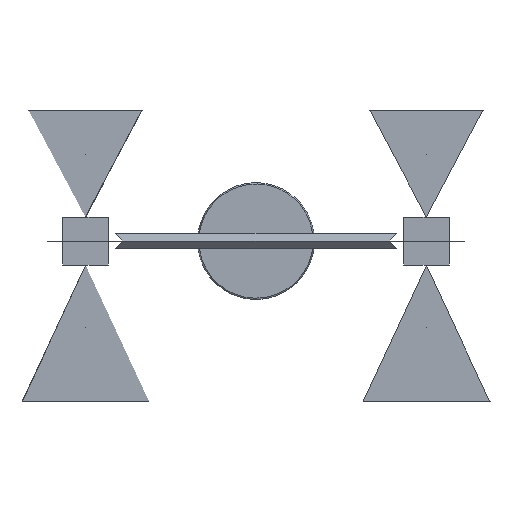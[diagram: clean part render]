
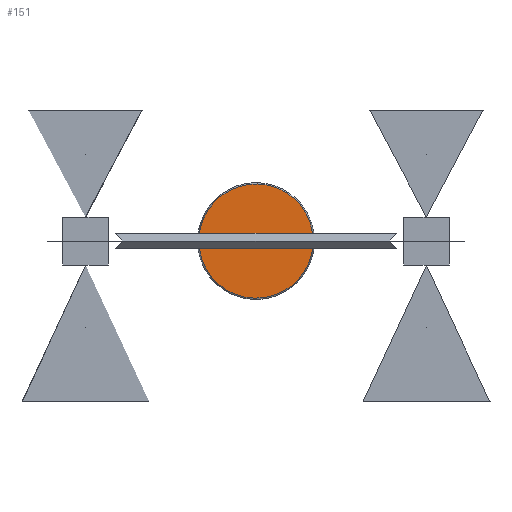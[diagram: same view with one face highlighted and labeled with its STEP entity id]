
A CAD part, front view. The second image highlights one B-rep face of the part: STEP entity #151.
In plain terms, the highlighted planar face has unit normal (0, -1, 0).
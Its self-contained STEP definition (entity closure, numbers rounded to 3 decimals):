
#18=PLANE('',#790);
#52=B_SPLINE_CURVE_WITH_KNOTS('',3,(#3445,#3446,#3447,#3448,#3449,#3450,
#3451,#3452,#3453,#3454,#3455,#3456,#3457,#3458,#3459,#3460,#3461,#3462,
#3463,#3464,#3465),.UNSPECIFIED.,.F.,.F.,(4,1,1,1,1,1,1,1,3,1,1,1,1,1,1,
1,4),(0.,8.293,16.586,25.572,34.557,
43.543,52.529,60.822,69.115,77.408,
85.701,94.686,103.672,112.658,121.643,
129.936,138.229),.UNSPECIFIED.);
#54=B_SPLINE_CURVE_WITH_KNOTS('',3,(#3480,#3481,#3482,#3483,#3484,#3485,
#3486,#3487,#3488,#3489,#3490,#3491,#3492,#3493,#3494,#3495,#3496,#3497,
#3498,#3499,#3500),.UNSPECIFIED.,.F.,.F.,(4,1,1,1,1,1,1,1,3,1,1,1,1,1,1,
1,4),(138.229,146.522,154.815,163.801,
172.787,181.772,190.758,199.051,207.344,
215.637,223.93,232.916,241.901,250.887,
259.872,268.165,276.458),.UNSPECIFIED.);
#151=ADVANCED_FACE('',(#199),#18,.T.);
#199=FACE_OUTER_BOUND('',#247,.T.);
#247=EDGE_LOOP('',(#393,#394));
#393=ORIENTED_EDGE('',*,*,#495,.T.);
#394=ORIENTED_EDGE('',*,*,#500,.T.);
#495=EDGE_CURVE('',#654,#657,#52,.T.);
#500=EDGE_CURVE('',#657,#654,#54,.T.);
#654=VERTEX_POINT('',#3427);
#657=VERTEX_POINT('',#3430);
#790=AXIS2_PLACEMENT_3D('',#3339,#817,$);
#817=DIRECTION('',(0.,-1.,0.));
#3339=CARTESIAN_POINT('',(-56.25,60.,298.663));
#3427=CARTESIAN_POINT('',(44.,60.,354.913));
#3430=CARTESIAN_POINT('',(-44.,60.,354.913));
#3445=CARTESIAN_POINT('',(44.,60.,354.913));
#3446=CARTESIAN_POINT('',(44.,60.,357.678));
#3447=CARTESIAN_POINT('',(43.477,60.,363.206));
#3448=CARTESIAN_POINT('',(41.089,60.,371.428));
#3449=CARTESIAN_POINT('',(37.033,60.,379.238));
#3450=CARTESIAN_POINT('',(31.33,60.,386.243));
#3451=CARTESIAN_POINT('',(24.325,60.,391.946));
#3452=CARTESIAN_POINT('',(16.515,60.,396.002));
#3453=CARTESIAN_POINT('',(8.293,60.,398.391));
#3454=CARTESIAN_POINT('',(2.764,60.,398.913));
#3455=CARTESIAN_POINT('',(0.,60.,398.913));
#3456=CARTESIAN_POINT('',(-2.764,60.,398.913));
#3457=CARTESIAN_POINT('',(-8.293,60.,398.391));
#3458=CARTESIAN_POINT('',(-16.515,60.,396.002));
#3459=CARTESIAN_POINT('',(-24.325,60.,391.946));
#3460=CARTESIAN_POINT('',(-31.33,60.,386.243));
#3461=CARTESIAN_POINT('',(-37.033,60.,379.238));
#3462=CARTESIAN_POINT('',(-41.089,60.,371.428));
#3463=CARTESIAN_POINT('',(-43.477,60.,363.206));
#3464=CARTESIAN_POINT('',(-44.,60.,357.678));
#3465=CARTESIAN_POINT('',(-44.,60.,354.913));
#3480=CARTESIAN_POINT('',(-44.,60.,354.913));
#3481=CARTESIAN_POINT('',(-44.,60.,352.149));
#3482=CARTESIAN_POINT('',(-43.477,60.,346.62));
#3483=CARTESIAN_POINT('',(-41.089,60.,338.398));
#3484=CARTESIAN_POINT('',(-37.033,60.,330.588));
#3485=CARTESIAN_POINT('',(-31.33,60.,323.583));
#3486=CARTESIAN_POINT('',(-24.325,60.,317.881));
#3487=CARTESIAN_POINT('',(-16.515,60.,313.824));
#3488=CARTESIAN_POINT('',(-8.293,60.,311.436));
#3489=CARTESIAN_POINT('',(-2.764,60.,310.913));
#3490=CARTESIAN_POINT('',(0.,60.,310.913));
#3491=CARTESIAN_POINT('',(2.764,60.,310.913));
#3492=CARTESIAN_POINT('',(8.293,60.,311.436));
#3493=CARTESIAN_POINT('',(16.515,60.,313.824));
#3494=CARTESIAN_POINT('',(24.325,60.,317.881));
#3495=CARTESIAN_POINT('',(31.33,60.,323.583));
#3496=CARTESIAN_POINT('',(37.033,60.,330.588));
#3497=CARTESIAN_POINT('',(41.089,60.,338.398));
#3498=CARTESIAN_POINT('',(43.477,60.,346.62));
#3499=CARTESIAN_POINT('',(44.,60.,352.149));
#3500=CARTESIAN_POINT('',(44.,60.,354.913));
